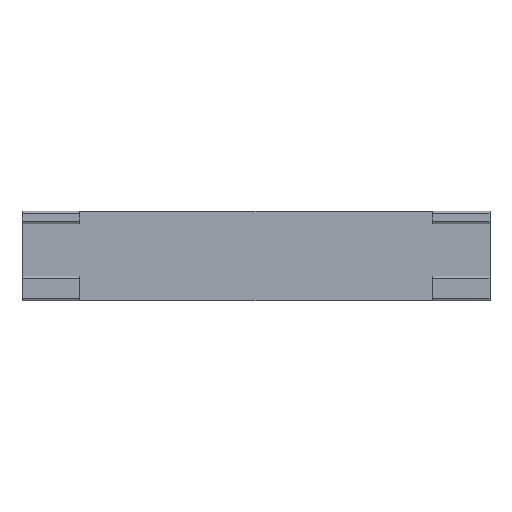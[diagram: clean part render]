
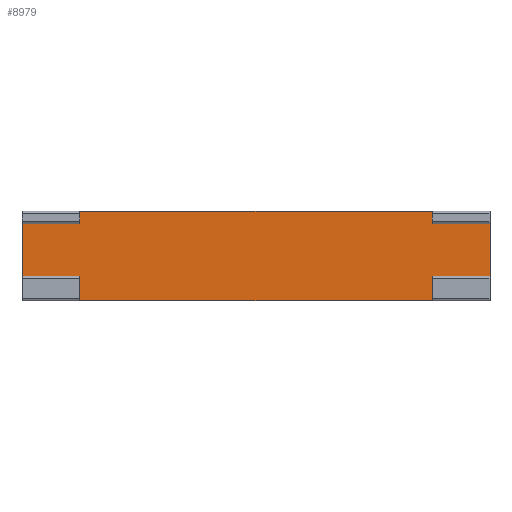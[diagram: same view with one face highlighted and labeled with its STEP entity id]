
A CAD part, top view. The second image highlights one B-rep face of the part: STEP entity #8979.
In plain terms, the highlighted planar face has unit normal (0, 0, 1).
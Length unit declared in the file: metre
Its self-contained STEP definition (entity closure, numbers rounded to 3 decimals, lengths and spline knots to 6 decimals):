
#1436=ORIENTED_EDGE('',*,*,#3452,.F.);
#1437=ORIENTED_EDGE('',*,*,#3453,.T.);
#1438=ORIENTED_EDGE('',*,*,#3454,.F.);
#1439=ORIENTED_EDGE('',*,*,#3451,.F.);
#1440=ORIENTED_EDGE('',*,*,#3455,.T.);
#1441=ORIENTED_EDGE('',*,*,#3456,.F.);
#1442=ORIENTED_EDGE('',*,*,#3457,.F.);
#1443=ORIENTED_EDGE('',*,*,#3458,.F.);
#1444=ORIENTED_EDGE('',*,*,#3459,.T.);
#1445=ORIENTED_EDGE('',*,*,#3460,.T.);
#1446=ORIENTED_EDGE('',*,*,#3461,.T.);
#1447=ORIENTED_EDGE('',*,*,#3462,.T.);
#3451=EDGE_CURVE('',#4557,#4555,#5567,.T.);
#3452=EDGE_CURVE('',#4558,#4559,#5568,.T.);
#3453=EDGE_CURVE('',#4558,#4560,#5569,.T.);
#3454=EDGE_CURVE('',#4555,#4560,#5570,.T.);
#3455=EDGE_CURVE('',#4557,#4561,#5571,.T.);
#3456=EDGE_CURVE('',#4562,#4561,#5572,.T.);
#3457=EDGE_CURVE('',#4563,#4562,#5573,.T.);
#3458=EDGE_CURVE('',#4564,#4563,#5574,.T.);
#3459=EDGE_CURVE('',#4564,#4565,#5575,.T.);
#3460=EDGE_CURVE('',#4565,#4566,#5576,.T.);
#3461=EDGE_CURVE('',#4566,#4567,#5577,.T.);
#3462=EDGE_CURVE('',#4567,#4559,#5578,.T.);
#4555=VERTEX_POINT('',#13509);
#4557=VERTEX_POINT('',#13513);
#4558=VERTEX_POINT('',#13517);
#4559=VERTEX_POINT('',#13518);
#4560=VERTEX_POINT('',#13520);
#4561=VERTEX_POINT('',#13523);
#4562=VERTEX_POINT('',#13525);
#4563=VERTEX_POINT('',#13527);
#4564=VERTEX_POINT('',#13529);
#4565=VERTEX_POINT('',#13531);
#4566=VERTEX_POINT('',#13533);
#4567=VERTEX_POINT('',#13535);
#5567=LINE('',#13514,#6725);
#5568=LINE('',#13516,#6726);
#5569=LINE('',#13519,#6727);
#5570=LINE('',#13521,#6728);
#5571=LINE('',#13522,#6729);
#5572=LINE('',#13524,#6730);
#5573=LINE('',#13526,#6731);
#5574=LINE('',#13528,#6732);
#5575=LINE('',#13530,#6733);
#5576=LINE('',#13532,#6734);
#5577=LINE('',#13534,#6735);
#5578=LINE('',#13536,#6736);
#6725=VECTOR('',#10841,1.);
#6726=VECTOR('',#10844,1.);
#6727=VECTOR('',#10845,1.);
#6728=VECTOR('',#10846,1.);
#6729=VECTOR('',#10847,1.);
#6730=VECTOR('',#10848,1.);
#6731=VECTOR('',#10849,1.);
#6732=VECTOR('',#10850,1.);
#6733=VECTOR('',#10851,1.);
#6734=VECTOR('',#10852,1.);
#6735=VECTOR('',#10853,1.);
#6736=VECTOR('',#10854,1.);
#7575=EDGE_LOOP('',(#1436,#1437,#1438,#1439,#1440,#1441,#1442,#1443,#1444,
#1445,#1446,#1447));
#8075=FACE_BOUND('',#7575,.T.);
#8544=PLANE('',#9614);
#8979=ADVANCED_FACE('',(#8075),#8544,.T.);
#9614=AXIS2_PLACEMENT_3D('',#13515,#10842,#10843);
#10841=DIRECTION('',(1.,0.,0.));
#10842=DIRECTION('',(0.,0.,1.));
#10843=DIRECTION('',(1.,0.,0.));
#10844=DIRECTION('',(0.,-1.,0.));
#10845=DIRECTION('',(1.,0.,0.));
#10846=DIRECTION('',(0.,-1.,0.));
#10847=DIRECTION('',(0.,1.,0.));
#10848=DIRECTION('',(1.,0.,0.));
#10849=DIRECTION('',(0.,1.,0.));
#10850=DIRECTION('',(1.,0.,0.));
#10851=DIRECTION('',(0.,-1.,0.));
#10852=DIRECTION('',(1.,0.,0.));
#10853=DIRECTION('',(0.,-1.,0.));
#10854=DIRECTION('',(1.,0.,0.));
#13509=CARTESIAN_POINT('',(0.121291,0.,0.));
#13513=CARTESIAN_POINT('',(0.106291,0.,0.));
#13514=CARTESIAN_POINT('',(0.113791,0.,0.));
#13515=CARTESIAN_POINT('',(0.0075,-0.01,0.));
#13516=CARTESIAN_POINT('',(0.106291,-0.0208,0.));
#13517=CARTESIAN_POINT('',(0.106291,-0.02,0.));
#13518=CARTESIAN_POINT('',(0.106291,-0.0216,0.));
#13519=CARTESIAN_POINT('',(0.113791,-0.02,0.));
#13520=CARTESIAN_POINT('',(0.121291,-0.02,0.));
#13521=CARTESIAN_POINT('',(0.121291,-0.01,0.));
#13522=CARTESIAN_POINT('',(0.106291,0.0008,0.));
#13523=CARTESIAN_POINT('',(0.106291,0.0016,0.));
#13524=CARTESIAN_POINT('',(0.0075,0.0016,0.));
#13525=CARTESIAN_POINT('',(0.015,0.0016,0.));
#13526=CARTESIAN_POINT('',(0.015,0.0008,0.));
#13527=CARTESIAN_POINT('',(0.015,0.,0.));
#13528=CARTESIAN_POINT('',(0.0075,0.,0.));
#13529=CARTESIAN_POINT('',(0.,0.,0.));
#13530=CARTESIAN_POINT('',(0.,-0.01,0.));
#13531=CARTESIAN_POINT('',(0.,-0.02,0.));
#13532=CARTESIAN_POINT('',(0.0075,-0.02,0.));
#13533=CARTESIAN_POINT('',(0.015,-0.02,0.));
#13534=CARTESIAN_POINT('',(0.015,-0.0208,0.));
#13535=CARTESIAN_POINT('',(0.015,-0.0216,0.));
#13536=CARTESIAN_POINT('',(0.0075,-0.0216,0.));
